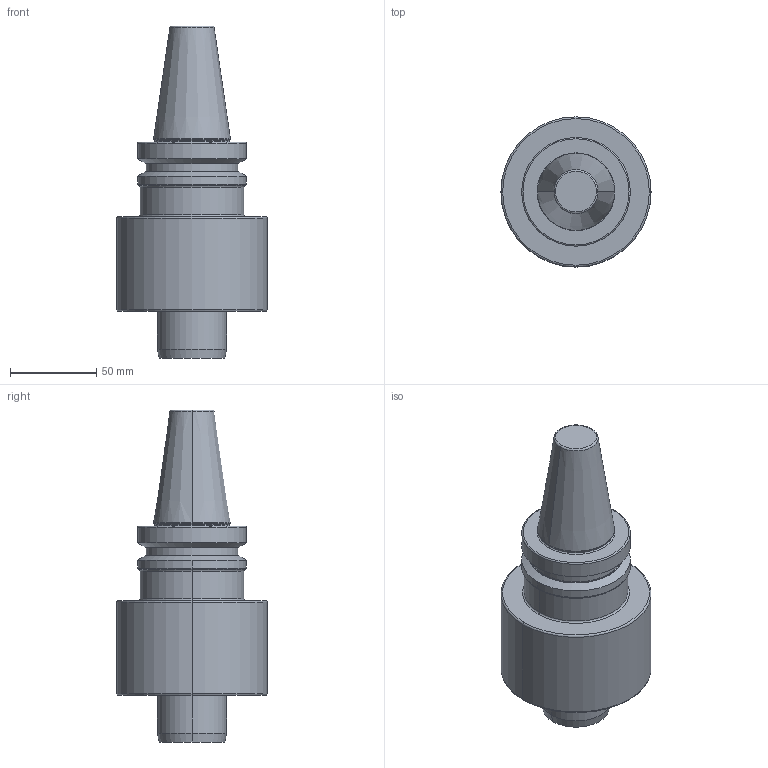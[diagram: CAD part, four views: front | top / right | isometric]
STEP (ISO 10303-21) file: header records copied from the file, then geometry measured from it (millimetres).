
FILE_DESCRIPTION(/* description */ (''),/* implementation_level */ '2;1');
FILE_NAME(/* name */ '1708572239775.stp',/* time_stamp */ '2024-02-22T08:54:11+05:00',/* author */ (''),/* organization */ ('SMS'),/* preprocessor_version */ 'ST-DEVELOPER v16.7',/* originating_system */ 'SIEMENS PLM Software NX 12.0',/* authorisation */ '');
FILE_SCHEMA (('AUTOMOTIVE_DESIGN { 1 0 10303 214 3 1 1 1 }'));
Length unit declared in the file: millimetre
Products named in the file (1): 204264490mod000_00
Bounding box: 87 x 87 x 192.4 mm (x, y, z)
Volume: 549827.1 mm3; surface area: 45921.7 mm2
Topology: 1 solids, 1 shells, 46 faces, 89 edges, 53 vertices
Faces by surface type: torus 19, cylinder 12, cone 8, plane 7
Full cylindrical faces by diameter (mm): 53 x1, 62.95 x1
Entity records: 1247 total; most frequent: DIRECTION 258, CARTESIAN_POINT 192, ORIENTED_EDGE 178, AXIS2_PLACEMENT_3D 119, EDGE_CURVE 89, CIRCLE 69, EDGE_LOOP 51, VERTEX_POINT 50
